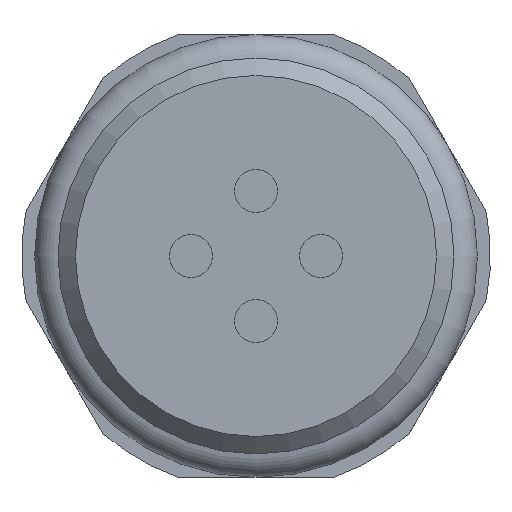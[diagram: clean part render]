
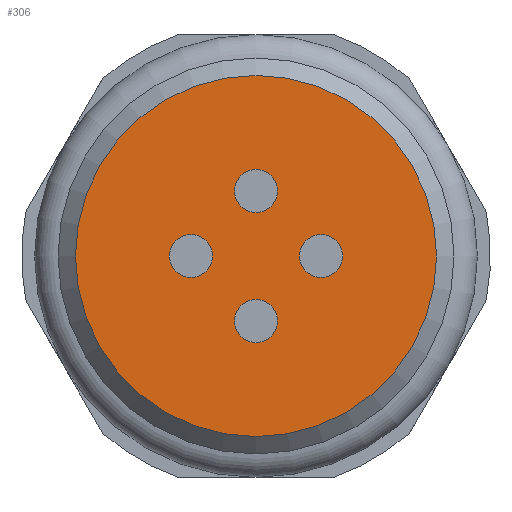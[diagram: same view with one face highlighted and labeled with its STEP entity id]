
A CAD part, front view. The second image highlights one B-rep face of the part: STEP entity #306.
In plain terms, the highlighted planar face has unit normal (0, -1, 0).
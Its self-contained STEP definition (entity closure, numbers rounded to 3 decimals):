
#96=FACE_BOUND('',#553,.T.);
#97=FACE_BOUND('',#554,.T.);
#98=FACE_BOUND('',#555,.T.);
#99=FACE_BOUND('',#556,.T.);
#100=FACE_BOUND('',#557,.T.);
#306=ADVANCED_FACE('',(#96,#97,#98,#99,#100),#368,.T.);
#368=PLANE('',#1791);
#553=EDGE_LOOP('',(#1069));
#554=EDGE_LOOP('',(#1070));
#555=EDGE_LOOP('',(#1071));
#556=EDGE_LOOP('',(#1072));
#557=EDGE_LOOP('',(#1073));
#699=CIRCLE('',#1786,0.825);
#700=CIRCLE('',#1787,0.825);
#701=CIRCLE('',#1788,0.825);
#702=CIRCLE('',#1789,0.825);
#703=CIRCLE('',#1790,6.93);
#1069=ORIENTED_EDGE('',*,*,#1447,.T.);
#1070=ORIENTED_EDGE('',*,*,#1448,.T.);
#1071=ORIENTED_EDGE('',*,*,#1449,.T.);
#1072=ORIENTED_EDGE('',*,*,#1450,.T.);
#1073=ORIENTED_EDGE('',*,*,#1451,.T.);
#1247=VERTEX_POINT('',#2813);
#1248=VERTEX_POINT('',#2815);
#1249=VERTEX_POINT('',#2817);
#1250=VERTEX_POINT('',#2819);
#1251=VERTEX_POINT('',#2821);
#1447=EDGE_CURVE('',#1247,#1247,#699,.T.);
#1448=EDGE_CURVE('',#1248,#1248,#700,.T.);
#1449=EDGE_CURVE('',#1249,#1249,#701,.T.);
#1450=EDGE_CURVE('',#1250,#1250,#702,.T.);
#1451=EDGE_CURVE('',#1251,#1251,#703,.T.);
#1786=AXIS2_PLACEMENT_3D('',#2812,#2255,#2256);
#1787=AXIS2_PLACEMENT_3D('',#2814,#2257,#2258);
#1788=AXIS2_PLACEMENT_3D('',#2816,#2259,#2260);
#1789=AXIS2_PLACEMENT_3D('',#2818,#2261,#2262);
#1790=AXIS2_PLACEMENT_3D('',#2820,#2263,#2264);
#1791=AXIS2_PLACEMENT_3D('',#2822,#2265,#2266);
#2255=DIRECTION('',(0.,1.,0.));
#2256=DIRECTION('',(0.,0.,1.));
#2257=DIRECTION('',(0.,1.,0.));
#2258=DIRECTION('',(0.,0.,1.));
#2259=DIRECTION('',(0.,1.,0.));
#2260=DIRECTION('',(0.,0.,1.));
#2261=DIRECTION('',(0.,1.,0.));
#2262=DIRECTION('',(0.,0.,1.));
#2263=DIRECTION('',(0.,-1.,0.));
#2264=DIRECTION('',(0.,0.,-1.));
#2265=DIRECTION('',(0.,-1.,0.));
#2266=DIRECTION('',(0.,0.,-1.));
#2812=CARTESIAN_POINT('',(50.,50.,2.5));
#2813=CARTESIAN_POINT('',(50.,50.,3.325));
#2814=CARTESIAN_POINT('',(50.,50.,-2.5));
#2815=CARTESIAN_POINT('',(50.,50.,-1.675));
#2816=CARTESIAN_POINT('',(52.5,50.,0.));
#2817=CARTESIAN_POINT('',(52.5,50.,0.825));
#2818=CARTESIAN_POINT('',(47.5,50.,0.));
#2819=CARTESIAN_POINT('',(47.5,50.,0.825));
#2820=CARTESIAN_POINT('',(50.,50.,0.));
#2821=CARTESIAN_POINT('',(50.,50.,-6.93));
#2822=CARTESIAN_POINT('',(56.25,50.,0.));
